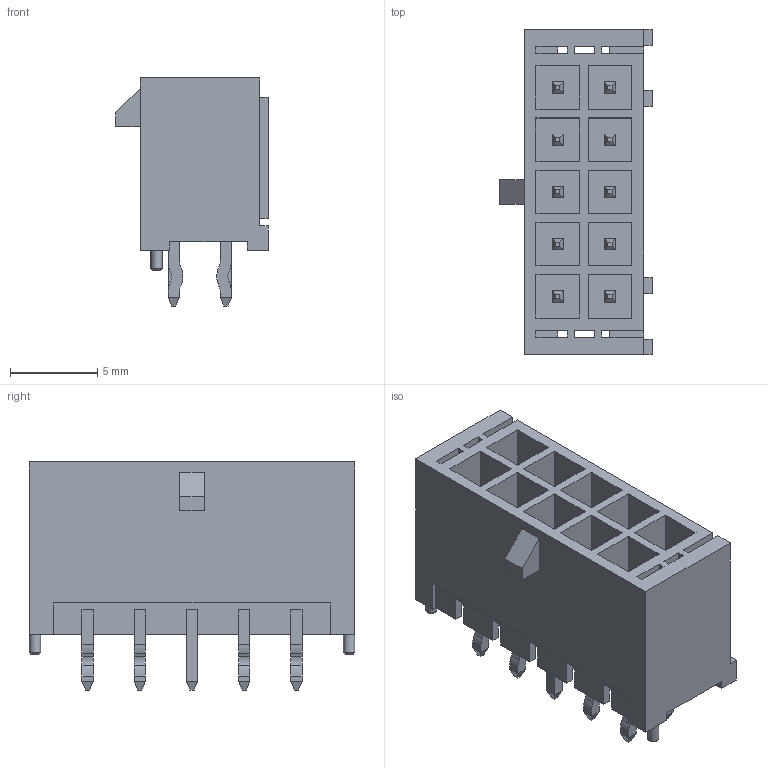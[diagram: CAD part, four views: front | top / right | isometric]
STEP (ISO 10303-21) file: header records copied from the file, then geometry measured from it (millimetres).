
FILE_DESCRIPTION(/* description */ ('Unknown'),/* implementation_level */ '2;1');
FILE_NAME(/* name */ '66201021122',/* time_stamp */ '2017-07-04T09:37:36+02:00',/* author */ ('Unknown'),/* organization */ ('Unknown'),/* preprocessor_version */ 'ST-DEVELOPER v16.7',/* originating_system */ 'DEX',/* authorisation */ $);
FILE_SCHEMA (('AUTOMOTIVE_DESIGN {1 0 10303 214 3 1 1}'));
Length unit declared in the file: millimetre
Products named in the file (4): 6620xx21122; 66201021122; 6620xx21122_PIN; 6620xx21122_PIN2
Assembly tree (11 placements, depth 2):
  6620xx21122
    66201021122
    6620xx21122_PIN  x8
    6620xx21122_PIN2  x2
Bounding box: 8.76 x 18.7 x 13.1 mm (x, y, z)
Volume: 787 mm3; surface area: 2020.8 mm2
Topology: 11 solids, 11 shells, 469 faces, 1266 edges, 816 vertices
Faces by surface type: plane 417, cylinder 50, cone 2
Full cylindrical faces by diameter (mm): 0.65 x2
Entity records: 8974 total; most frequent: CARTESIAN_POINT 1587, ORIENTED_EDGE 1568, DIRECTION 1372, EDGE_CURVE 784, LINE 766, VECTOR 766, VERTEX_POINT 518, EDGE_LOOP 306
